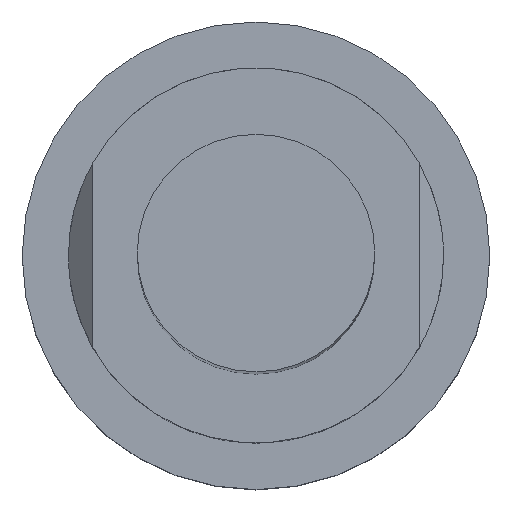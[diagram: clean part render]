
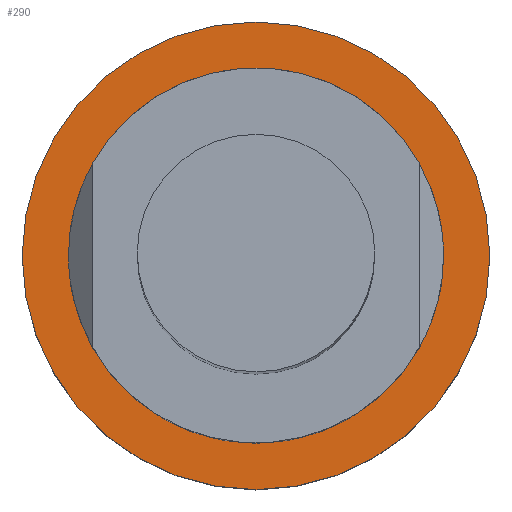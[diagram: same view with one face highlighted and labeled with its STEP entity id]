
A CAD part, top view. The second image highlights one B-rep face of the part: STEP entity #290.
In plain terms, the highlighted planar face has unit normal (0, 0, 1).
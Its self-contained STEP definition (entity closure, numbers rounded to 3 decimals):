
#3 = AXIS2_PLACEMENT_3D ( 'NONE', #95, #524, #661 ) ;
#33 = ORIENTED_EDGE ( 'NONE', *, *, #173, .T. ) ;
#61 = CARTESIAN_POINT ( 'NONE',  ( 0., 0., -168. ) ) ;
#86 = DIRECTION ( 'NONE',  ( 0., 0., -1. ) ) ;
#95 = CARTESIAN_POINT ( 'NONE',  ( 0., 0., -168. ) ) ;
#124 = FACE_BOUND ( 'NONE', #563, .T. ) ;
#135 = DIRECTION ( 'NONE',  ( 1., 0., 0. ) ) ;
#146 = ORIENTED_EDGE ( 'NONE', *, *, #466, .F. ) ;
#150 = CARTESIAN_POINT ( 'NONE',  ( 0., 20., -168. ) ) ;
#173 = EDGE_CURVE ( 'NONE', #787, #487, #434, .T. ) ;
#176 = DIRECTION ( 'NONE',  ( 0., 0., 1. ) ) ;
#183 = CARTESIAN_POINT ( 'NONE',  ( -25., 0., -168. ) ) ;
#218 = AXIS2_PLACEMENT_3D ( 'NONE', #599, #176, #399 ) ;
#227 = CARTESIAN_POINT ( 'NONE',  ( 20., 0., -168. ) ) ;
#290 = ADVANCED_FACE ( 'NONE', ( #124, #424 ), #433, .F. ) ;
#298 = AXIS2_PLACEMENT_3D ( 'NONE', #150, #86, #334 ) ;
#299 = CARTESIAN_POINT ( 'NONE',  ( 0., 0., -168. ) ) ;
#327 = ORIENTED_EDGE ( 'NONE', *, *, #550, .T. ) ;
#334 = DIRECTION ( 'NONE',  ( -1., 0., 0. ) ) ;
#366 = CIRCLE ( 'NONE', #218, 25. ) ;
#382 = CARTESIAN_POINT ( 'NONE',  ( 25., 0., -168. ) ) ;
#399 = DIRECTION ( 'NONE',  ( 1., 0., 0. ) ) ;
#414 = EDGE_LOOP ( 'NONE', ( #33, #327 ) ) ;
#415 = DIRECTION ( 'NONE',  ( 1., 0., 0. ) ) ;
#424 = FACE_OUTER_BOUND ( 'NONE', #414, .T. ) ;
#428 = VERTEX_POINT ( 'NONE', #227 ) ;
#433 = PLANE ( 'NONE',  #298 ) ;
#434 = CIRCLE ( 'NONE', #575, 25. ) ;
#464 = CIRCLE ( 'NONE', #580, 20. ) ;
#466 = EDGE_CURVE ( 'NONE', #428, #769, #488, .T. ) ;
#487 = VERTEX_POINT ( 'NONE', #183 ) ;
#488 = CIRCLE ( 'NONE', #3, 20. ) ;
#524 = DIRECTION ( 'NONE',  ( 0., 0., 1. ) ) ;
#546 = ORIENTED_EDGE ( 'NONE', *, *, #595, .F. ) ;
#550 = EDGE_CURVE ( 'NONE', #487, #787, #366, .T. ) ;
#560 = DIRECTION ( 'NONE',  ( 0., 0., 1. ) ) ;
#563 = EDGE_LOOP ( 'NONE', ( #146, #546 ) ) ;
#575 = AXIS2_PLACEMENT_3D ( 'NONE', #61, #560, #135 ) ;
#580 = AXIS2_PLACEMENT_3D ( 'NONE', #299, #603, #415 ) ;
#595 = EDGE_CURVE ( 'NONE', #769, #428, #464, .T. ) ;
#599 = CARTESIAN_POINT ( 'NONE',  ( 0., 0., -168. ) ) ;
#603 = DIRECTION ( 'NONE',  ( 0., 0., 1. ) ) ;
#661 = DIRECTION ( 'NONE',  ( 1., 0., 0. ) ) ;
#724 = CARTESIAN_POINT ( 'NONE',  ( -20., 0., -168. ) ) ;
#769 = VERTEX_POINT ( 'NONE', #724 ) ;
#787 = VERTEX_POINT ( 'NONE', #382 ) ;
